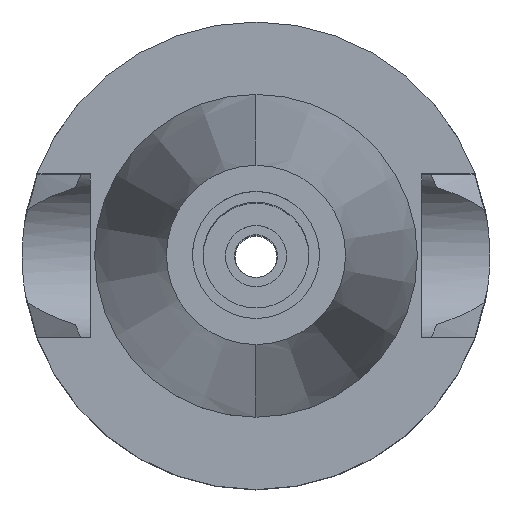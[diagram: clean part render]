
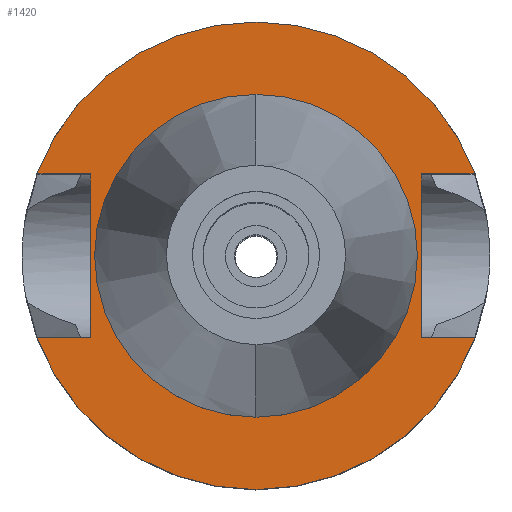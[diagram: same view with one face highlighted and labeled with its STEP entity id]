
A CAD part, top view. The second image highlights one B-rep face of the part: STEP entity #1420.
In plain terms, the highlighted planar face has unit normal (0, 0, 1).
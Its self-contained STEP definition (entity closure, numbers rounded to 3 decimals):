
#7 = ORIENTED_EDGE ( 'NONE', *, *, #1215, .T. ) ;
#22 = VERTEX_POINT ( 'NONE', #881 ) ;
#105 = DIRECTION ( 'NONE',  ( 0., 0., 1. ) ) ;
#128 = LINE ( 'NONE', #1467, #1299 ) ;
#271 = VERTEX_POINT ( 'NONE', #1796 ) ;
#287 = DIRECTION ( 'NONE',  ( 0., 0., -1. ) ) ;
#291 = CARTESIAN_POINT ( 'NONE',  ( -16.3, 8.05, -1. ) ) ;
#345 = VECTOR ( 'NONE', #970, 1000. ) ;
#351 = CIRCLE ( 'NONE', #2460, 15.875 ) ;
#359 = EDGE_CURVE ( 'NONE', #1146, #2213, #1460, .T. ) ;
#362 = DIRECTION ( 'NONE',  ( -1., 0., 0. ) ) ;
#365 = DIRECTION ( 'NONE',  ( 1., 0., 0. ) ) ;
#388 = EDGE_CURVE ( 'NONE', #2413, #2654, #956, .T. ) ;
#438 = EDGE_CURVE ( 'NONE', #1604, #22, #584, .T. ) ;
#514 = EDGE_CURVE ( 'NONE', #271, #22, #2306, .T. ) ;
#568 = DIRECTION ( 'NONE',  ( 0., -1., 0. ) ) ;
#569 = CARTESIAN_POINT ( 'NONE',  ( 0., 0., -1. ) ) ;
#577 = CARTESIAN_POINT ( 'NONE',  ( 0., 0., -1. ) ) ;
#584 = LINE ( 'NONE', #1907, #2493 ) ;
#663 = VECTOR ( 'NONE', #1694, 1000. ) ;
#704 = EDGE_LOOP ( 'NONE', ( #2341, #1436 ) ) ;
#709 = AXIS2_PLACEMENT_3D ( 'NONE', #577, #2424, #791 ) ;
#791 = DIRECTION ( 'NONE',  ( 0., -1., 0. ) ) ;
#836 = ORIENTED_EDGE ( 'NONE', *, *, #359, .F. ) ;
#840 = CARTESIAN_POINT ( 'NONE',  ( 0., 15.875, -1. ) ) ;
#881 = CARTESIAN_POINT ( 'NONE',  ( -21.545, -8.05, -1. ) ) ;
#909 = FACE_OUTER_BOUND ( 'NONE', #1671, .T. ) ;
#927 = ORIENTED_EDGE ( 'NONE', *, *, #1038, .F. ) ;
#956 = CIRCLE ( 'NONE', #2642, 15.875 ) ;
#970 = DIRECTION ( 'NONE',  ( -1., 0., 0. ) ) ;
#1038 = EDGE_CURVE ( 'NONE', #1527, #2848, #2852, .T. ) ;
#1146 = VERTEX_POINT ( 'NONE', #2745 ) ;
#1164 = ORIENTED_EDGE ( 'NONE', *, *, #2476, .F. ) ;
#1178 = ORIENTED_EDGE ( 'NONE', *, *, #514, .F. ) ;
#1215 = EDGE_CURVE ( 'NONE', #1146, #2848, #2524, .T. ) ;
#1284 = CARTESIAN_POINT ( 'NONE',  ( -21.545, 8.05, -1. ) ) ;
#1299 = VECTOR ( 'NONE', #2142, 1000. ) ;
#1381 = CARTESIAN_POINT ( 'NONE',  ( 21.545, 8.05, -1. ) ) ;
#1420 = ADVANCED_FACE ( 'NONE', ( #909, #1819 ), #2646, .F. ) ;
#1436 = ORIENTED_EDGE ( 'NONE', *, *, #388, .F. ) ;
#1460 = LINE ( 'NONE', #2042, #2543 ) ;
#1467 = CARTESIAN_POINT ( 'NONE',  ( -16.3, -8.05, -1. ) ) ;
#1527 = VERTEX_POINT ( 'NONE', #1284 ) ;
#1538 = EDGE_CURVE ( 'NONE', #1604, #2390, #128, .T. ) ;
#1562 = DIRECTION ( 'NONE',  ( 0., 1., 0. ) ) ;
#1604 = VERTEX_POINT ( 'NONE', #1711 ) ;
#1619 = CARTESIAN_POINT ( 'NONE',  ( 0., 0., -1. ) ) ;
#1641 = ORIENTED_EDGE ( 'NONE', *, *, #1982, .F. ) ;
#1651 = LINE ( 'NONE', #291, #345 ) ;
#1671 = EDGE_LOOP ( 'NONE', ( #2140, #1178, #1641, #836, #7, #927, #1164, #2614 ) ) ;
#1694 = DIRECTION ( 'NONE',  ( 1., 0., 0. ) ) ;
#1711 = CARTESIAN_POINT ( 'NONE',  ( -16.3, -8.05, -1. ) ) ;
#1796 = CARTESIAN_POINT ( 'NONE',  ( 21.545, -8.05, -1. ) ) ;
#1819 = FACE_BOUND ( 'NONE', #704, .T. ) ;
#1907 = CARTESIAN_POINT ( 'NONE',  ( -16.3, -8.05, -1. ) ) ;
#1982 = EDGE_CURVE ( 'NONE', #2213, #271, #2194, .T. ) ;
#2016 = AXIS2_PLACEMENT_3D ( 'NONE', #2370, #2119, #568 ) ;
#2042 = CARTESIAN_POINT ( 'NONE',  ( 16.3, 8.05, -1. ) ) ;
#2081 = CARTESIAN_POINT ( 'NONE',  ( 16.3, 8.05, -1. ) ) ;
#2119 = DIRECTION ( 'NONE',  ( 0., 0., -1. ) ) ;
#2140 = ORIENTED_EDGE ( 'NONE', *, *, #438, .T. ) ;
#2142 = DIRECTION ( 'NONE',  ( 0., 1., 0. ) ) ;
#2151 = CARTESIAN_POINT ( 'NONE',  ( 16.3, -8.05, -1. ) ) ;
#2178 = CARTESIAN_POINT ( 'NONE',  ( -16.3, 8.05, -1. ) ) ;
#2194 = LINE ( 'NONE', #2151, #663 ) ;
#2205 = DIRECTION ( 'NONE',  ( 0., -1., 0. ) ) ;
#2213 = VERTEX_POINT ( 'NONE', #2293 ) ;
#2293 = CARTESIAN_POINT ( 'NONE',  ( 16.3, -8.05, -1. ) ) ;
#2306 = CIRCLE ( 'NONE', #2016, 23. ) ;
#2341 = ORIENTED_EDGE ( 'NONE', *, *, #2911, .F. ) ;
#2345 = AXIS2_PLACEMENT_3D ( 'NONE', #2368, #287, #2438 ) ;
#2354 = DIRECTION ( 'NONE',  ( 0., -1., 0. ) ) ;
#2368 = CARTESIAN_POINT ( 'NONE',  ( 0., 0., -1. ) ) ;
#2370 = CARTESIAN_POINT ( 'NONE',  ( 0., 0., -1. ) ) ;
#2390 = VERTEX_POINT ( 'NONE', #2178 ) ;
#2413 = VERTEX_POINT ( 'NONE', #2800 ) ;
#2424 = DIRECTION ( 'NONE',  ( 0., 0., -1. ) ) ;
#2438 = DIRECTION ( 'NONE',  ( 0., 1., 0. ) ) ;
#2460 = AXIS2_PLACEMENT_3D ( 'NONE', #1619, #2548, #1562 ) ;
#2476 = EDGE_CURVE ( 'NONE', #2390, #1527, #1651, .T. ) ;
#2493 = VECTOR ( 'NONE', #362, 1000. ) ;
#2524 = LINE ( 'NONE', #2081, #2897 ) ;
#2543 = VECTOR ( 'NONE', #2354, 1000. ) ;
#2548 = DIRECTION ( 'NONE',  ( 0., 0., 1. ) ) ;
#2614 = ORIENTED_EDGE ( 'NONE', *, *, #1538, .F. ) ;
#2642 = AXIS2_PLACEMENT_3D ( 'NONE', #569, #105, #2205 ) ;
#2646 = PLANE ( 'NONE',  #709 ) ;
#2654 = VERTEX_POINT ( 'NONE', #840 ) ;
#2745 = CARTESIAN_POINT ( 'NONE',  ( 16.3, 8.05, -1. ) ) ;
#2800 = CARTESIAN_POINT ( 'NONE',  ( 0., -15.875, -1. ) ) ;
#2848 = VERTEX_POINT ( 'NONE', #1381 ) ;
#2852 = CIRCLE ( 'NONE', #2345, 23. ) ;
#2897 = VECTOR ( 'NONE', #365, 1000. ) ;
#2911 = EDGE_CURVE ( 'NONE', #2654, #2413, #351, .T. ) ;
